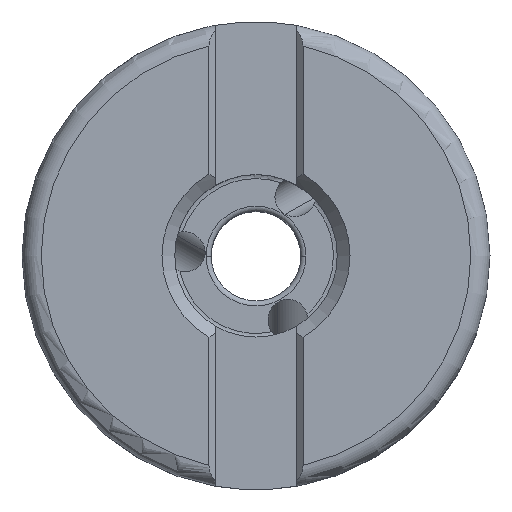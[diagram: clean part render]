
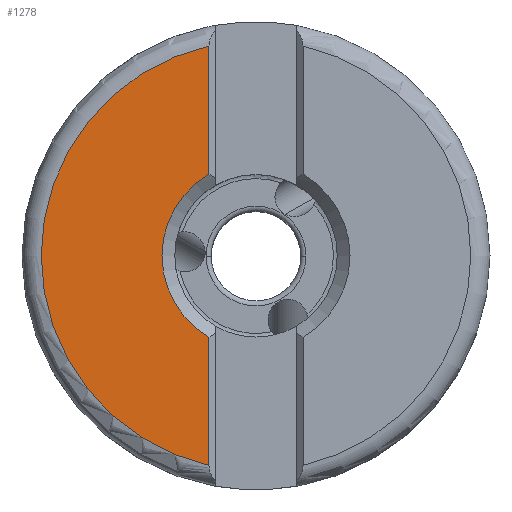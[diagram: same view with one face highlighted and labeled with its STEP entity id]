
A CAD part, top view. The second image highlights one B-rep face of the part: STEP entity #1278.
In plain terms, the highlighted planar face has unit normal (0, 0, 1).
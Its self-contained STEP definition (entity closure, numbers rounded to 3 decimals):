
#313=PLANE('',#9205);
#547=LINE('',#16697,#895);
#548=LINE('',#16767,#896);
#895=VECTOR('',#10956,1.);
#896=VECTOR('',#10967,1.);
#1278=ADVANCED_FACE('',(#1910),#313,.T.);
#1910=FACE_OUTER_BOUND('',#2340,.T.);
#2340=EDGE_LOOP('',(#4627,#4628,#4629,#4630,#4631,#4632));
#2843=CIRCLE('',#9193,16.79);
#2844=CIRCLE('',#9194,16.79);
#2846=CIRCLE('',#9198,7.35);
#2847=CIRCLE('',#9199,7.35);
#4627=ORIENTED_EDGE('',*,*,#7538,.F.);
#4628=ORIENTED_EDGE('',*,*,#7537,.F.);
#4629=ORIENTED_EDGE('',*,*,#7526,.T.);
#4630=ORIENTED_EDGE('',*,*,#7530,.F.);
#4631=ORIENTED_EDGE('',*,*,#7529,.F.);
#4632=ORIENTED_EDGE('',*,*,#7534,.T.);
#6373=VERTEX_POINT('',#16698);
#6374=VERTEX_POINT('',#16699);
#6375=VERTEX_POINT('',#16729);
#6376=VERTEX_POINT('',#16730);
#6379=VERTEX_POINT('',#16768);
#6381=VERTEX_POINT('',#16779);
#7526=EDGE_CURVE('',#6373,#6374,#547,.T.);
#7529=EDGE_CURVE('',#6375,#6376,#2843,.T.);
#7530=EDGE_CURVE('',#6376,#6374,#2844,.T.);
#7534=EDGE_CURVE('',#6375,#6379,#548,.T.);
#7537=EDGE_CURVE('',#6373,#6381,#2846,.T.);
#7538=EDGE_CURVE('',#6381,#6379,#2847,.T.);
#9193=AXIS2_PLACEMENT_3D('',#16728,#10959,#10960);
#9194=AXIS2_PLACEMENT_3D('',#16731,#10961,#10962);
#9198=AXIS2_PLACEMENT_3D('',#16778,#10971,#10972);
#9199=AXIS2_PLACEMENT_3D('',#16780,#10973,#10974);
#9205=AXIS2_PLACEMENT_3D('',#16793,#10987,#10988);
#10956=DIRECTION('',(0.,1.,0.));
#10959=DIRECTION('',(0.,0.,-1.));
#10960=DIRECTION('',(-0.219,-0.976,0.));
#10961=DIRECTION('',(0.,0.,-1.));
#10962=DIRECTION('',(-1.,0.001,0.));
#10967=DIRECTION('',(0.,1.,0.));
#10971=DIRECTION('',(0.,0.,1.));
#10972=DIRECTION('',(-0.5,0.866,0.));
#10973=DIRECTION('',(0.,0.,1.));
#10974=DIRECTION('',(-1.,0.,0.));
#10987=DIRECTION('',(0.,0.,1.));
#10988=DIRECTION('',(1.,0.,0.));
#16697=CARTESIAN_POINT('',(-3.675,6.365,0.));
#16698=CARTESIAN_POINT('',(-3.675,6.365,0.));
#16699=CARTESIAN_POINT('',(-3.675,16.383,0.));
#16728=CARTESIAN_POINT('',(0.,0.,0.));
#16729=CARTESIAN_POINT('',(-3.675,-16.383,0.));
#16730=CARTESIAN_POINT('',(-16.79,0.02,0.));
#16731=CARTESIAN_POINT('',(0.,0.,0.));
#16767=CARTESIAN_POINT('',(-3.675,-16.383,0.));
#16768=CARTESIAN_POINT('',(-3.675,-6.365,0.));
#16778=CARTESIAN_POINT('',(0.,0.,0.));
#16779=CARTESIAN_POINT('',(-7.35,0.,0.));
#16780=CARTESIAN_POINT('',(0.,0.,0.));
#16793=CARTESIAN_POINT('',(-10.232,0.,0.));
